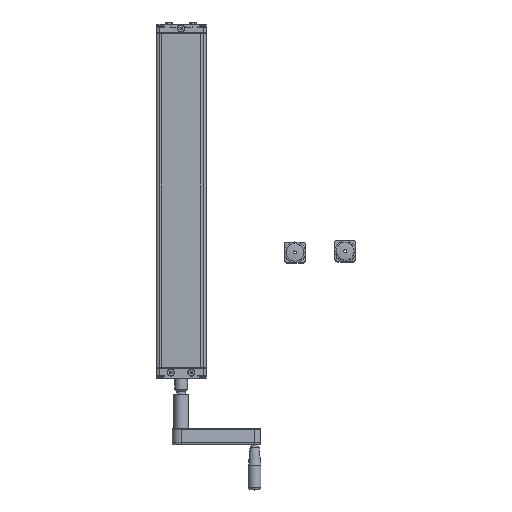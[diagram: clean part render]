
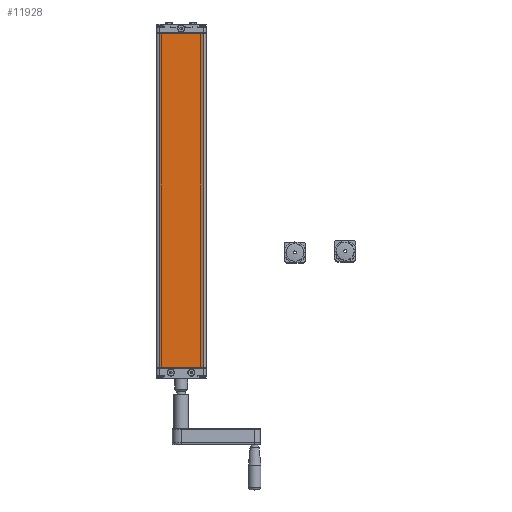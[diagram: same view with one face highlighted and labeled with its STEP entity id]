
A CAD part, top view. The second image highlights one B-rep face of the part: STEP entity #11928.
In plain terms, the highlighted planar face has unit normal (0, 0, 1).
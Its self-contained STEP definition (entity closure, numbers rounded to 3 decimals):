
#2092=FACE_OUTER_BOUND('',#2797,.T.);
#2797=EDGE_LOOP('',(#8468,#8469,#8470,#8471));
#3606=LINE('',#18710,#4475);
#3607=LINE('',#18714,#4476);
#3608=LINE('',#18719,#4477);
#3609=LINE('',#18723,#4478);
#4475=VECTOR('',#14921,569.5);
#4476=VECTOR('',#14926,569.5);
#4477=VECTOR('',#14935,75.);
#4478=VECTOR('',#14942,75.);
#5362=VERTEX_POINT('',#18699);
#5363=VERTEX_POINT('',#18705);
#5364=VERTEX_POINT('',#18709);
#5365=VERTEX_POINT('',#18713);
#6524=EDGE_CURVE('',#5362,#5364,#3606,.T.);
#6526=EDGE_CURVE('',#5363,#5365,#3607,.F.);
#6529=EDGE_CURVE('',#5365,#5362,#3608,.F.);
#6531=EDGE_CURVE('',#5364,#5363,#3609,.T.);
#8468=ORIENTED_EDGE('',*,*,#6526,.F.);
#8469=ORIENTED_EDGE('',*,*,#6531,.F.);
#8470=ORIENTED_EDGE('',*,*,#6524,.F.);
#8471=ORIENTED_EDGE('',*,*,#6529,.F.);
#11599=PLANE('',#13200);
#11928=ADVANCED_FACE('',(#2092),#11599,.T.);
#13200=AXIS2_PLACEMENT_3D('',#18724,#14943,#14944);
#14921=DIRECTION('',(0.,-1.,0.));
#14926=DIRECTION('',(0.,-1.,0.));
#14935=DIRECTION('',(-1.,0.,0.));
#14942=DIRECTION('',(-1.,0.,0.));
#14943=DIRECTION('center_axis',(0.,0.,1.));
#14944=DIRECTION('ref_axis',(1.,0.,0.));
#18699=CARTESIAN_POINT('',(37.5,570.,17.5));
#18705=CARTESIAN_POINT('',(-37.5,0.5,17.5));
#18709=CARTESIAN_POINT('',(37.5,0.5,17.5));
#18710=CARTESIAN_POINT('',(37.5,570.,17.5));
#18713=CARTESIAN_POINT('',(-37.5,570.,17.5));
#18714=CARTESIAN_POINT('',(-37.5,570.,17.5));
#18719=CARTESIAN_POINT('',(37.5,570.,17.5));
#18723=CARTESIAN_POINT('',(37.5,0.5,17.5));
#18724=CARTESIAN_POINT('Origin',(42.5,570.5,17.5));
